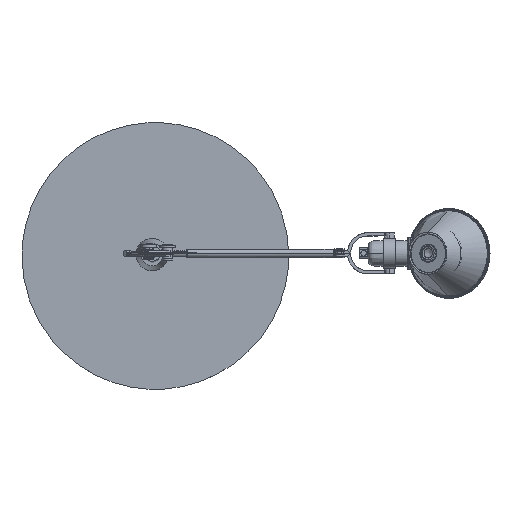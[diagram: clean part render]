
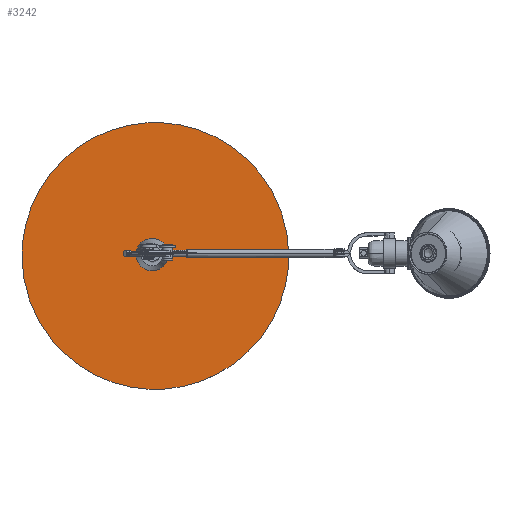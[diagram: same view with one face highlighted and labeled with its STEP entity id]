
A CAD part, top view. The second image highlights one B-rep face of the part: STEP entity #3242.
In plain terms, the highlighted planar face has unit normal (0, 0, 1).
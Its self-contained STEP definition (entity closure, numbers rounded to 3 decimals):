
#3242=ADVANCED_FACE('',(#3739),#12252,.T.);
#3739=FACE_OUTER_BOUND('',#4236,.T.);
#4236=EDGE_LOOP('',(#4757,#4758));
#4757=ORIENTED_EDGE('',*,*,#6978,.T.);
#4758=ORIENTED_EDGE('',*,*,#6981,.T.);
#6978=EDGE_CURVE('',#10049,#10051,#9194,.T.);
#6981=EDGE_CURVE('',#10051,#10049,#9197,.T.);
#9194=(
BOUNDED_CURVE()
B_SPLINE_CURVE(2,(#14056,#14057,#14058,#14059,#14060),.UNSPECIFIED.,.F.,
 .F.)
B_SPLINE_CURVE_WITH_KNOTS((3,2,3),(0.,259.195,518.39),
 .UNSPECIFIED.)
CURVE()
GEOMETRIC_REPRESENTATION_ITEM()
RATIONAL_B_SPLINE_CURVE((1.,0.707,1.,0.707,1.))
REPRESENTATION_ITEM('')
);
#9197=(
BOUNDED_CURVE()
B_SPLINE_CURVE(2,(#14068,#14069,#14070,#14071,#14072),.UNSPECIFIED.,.F.,
 .F.)
B_SPLINE_CURVE_WITH_KNOTS((3,2,3),(518.39,777.585,1036.78),
 .UNSPECIFIED.)
CURVE()
GEOMETRIC_REPRESENTATION_ITEM()
RATIONAL_B_SPLINE_CURVE((1.,0.707,1.,0.707,1.))
REPRESENTATION_ITEM('')
);
#10049=VERTEX_POINT('',#14046);
#10051=VERTEX_POINT('',#14048);
#12252=PLANE('',#13091);
#13091=AXIS2_PLACEMENT_3D('',#14033,#13456,$);
#13456=DIRECTION('',(0.,0.,1.));
#14033=CARTESIAN_POINT('',(-227.526,-171.018,-930.521));
#14046=CARTESIAN_POINT('',(107.499,0.698,-930.521));
#14048=CARTESIAN_POINT('',(-222.501,-2.684,-930.521));
#14056=CARTESIAN_POINT('',(107.499,0.698,-930.521));
#14057=CARTESIAN_POINT('',(105.808,165.698,-930.521));
#14058=CARTESIAN_POINT('',(-59.192,164.007,-930.521));
#14059=CARTESIAN_POINT('',(-224.192,162.316,-930.521));
#14060=CARTESIAN_POINT('',(-222.501,-2.684,-930.521));
#14068=CARTESIAN_POINT('',(-222.501,-2.684,-930.521));
#14069=CARTESIAN_POINT('',(-220.81,-167.684,-930.521));
#14070=CARTESIAN_POINT('',(-55.81,-165.993,-930.521));
#14071=CARTESIAN_POINT('',(109.19,-164.302,-930.521));
#14072=CARTESIAN_POINT('',(107.499,0.698,-930.521));
